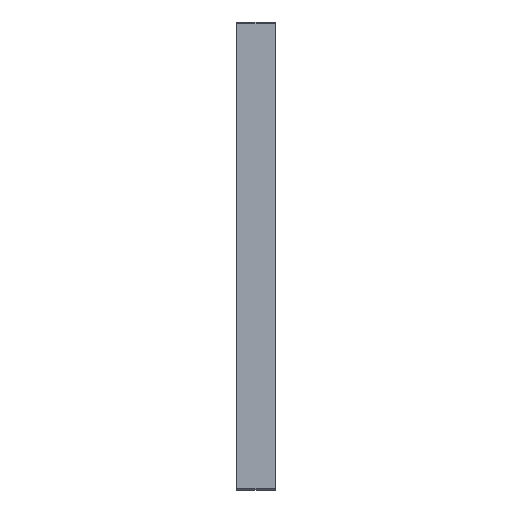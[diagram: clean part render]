
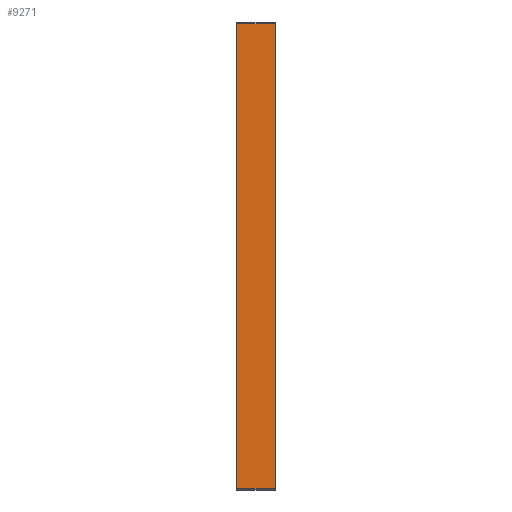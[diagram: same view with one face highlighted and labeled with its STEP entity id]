
A CAD part, left-side view. The second image highlights one B-rep face of the part: STEP entity #9271.
In plain terms, the highlighted planar face has unit normal (-1, 0, 0).
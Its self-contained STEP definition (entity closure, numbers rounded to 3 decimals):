
#1214 = VERTEX_POINT ( 'NONE', #2730 ) ;
#1391 = ORIENTED_EDGE ( 'NONE', *, *, #10041, .T. ) ;
#1437 = DIRECTION ( 'NONE',  ( 0., -1., 0. ) ) ;
#1982 = ORIENTED_EDGE ( 'NONE', *, *, #2760, .T. ) ;
#2730 = CARTESIAN_POINT ( 'NONE',  ( 0., -6., -0.5 ) ) ;
#2760 = EDGE_CURVE ( 'NONE', #15380, #15872, #15913, .T. ) ;
#2799 = LINE ( 'NONE', #7776, #20168 ) ;
#4242 = DIRECTION ( 'NONE',  ( 1., 0., 0. ) ) ;
#5961 = CARTESIAN_POINT ( 'NONE',  ( 0., 4., -0.5 ) ) ;
#7188 = DIRECTION ( 'NONE',  ( 0., 0., -1. ) ) ;
#7197 = FACE_OUTER_BOUND ( 'NONE', #9235, .T. ) ;
#7435 = VERTEX_POINT ( 'NONE', #14140 ) ;
#7776 = CARTESIAN_POINT ( 'NONE',  ( 0., 4., 0. ) ) ;
#8864 = CARTESIAN_POINT ( 'NONE',  ( 0., 4., -121.8 ) ) ;
#9235 = EDGE_LOOP ( 'NONE', ( #12109, #1982, #11279, #1391 ) ) ;
#9271 = ADVANCED_FACE ( 'NONE', ( #7197 ), #18425, .F. ) ;
#9694 = CARTESIAN_POINT ( 'NONE',  ( 0., -6., -121.8 ) ) ;
#10041 = EDGE_CURVE ( 'NONE', #1214, #7435, #20348, .T. ) ;
#10481 = AXIS2_PLACEMENT_3D ( 'NONE', #17046, #4242, #18842 ) ;
#11279 = ORIENTED_EDGE ( 'NONE', *, *, #18233, .F. ) ;
#11849 = CARTESIAN_POINT ( 'NONE',  ( 0., -6., 0. ) ) ;
#12109 = ORIENTED_EDGE ( 'NONE', *, *, #19954, .F. ) ;
#14020 = DIRECTION ( 'NONE',  ( 0., 0., 1. ) ) ;
#14140 = CARTESIAN_POINT ( 'NONE',  ( 0., 4., -0.5 ) ) ;
#14351 = CARTESIAN_POINT ( 'NONE',  ( 0., 4., -121.8 ) ) ;
#14764 = VECTOR ( 'NONE', #7188, 1000. ) ;
#15380 = VERTEX_POINT ( 'NONE', #8864 ) ;
#15872 = VERTEX_POINT ( 'NONE', #9694 ) ;
#15913 = LINE ( 'NONE', #14351, #20735 ) ;
#17039 = LINE ( 'NONE', #11849, #14764 ) ;
#17046 = CARTESIAN_POINT ( 'NONE',  ( 0., 4., 0. ) ) ;
#18233 = EDGE_CURVE ( 'NONE', #1214, #15872, #17039, .T. ) ;
#18270 = VECTOR ( 'NONE', #18766, 1000. ) ;
#18425 = PLANE ( 'NONE',  #10481 ) ;
#18766 = DIRECTION ( 'NONE',  ( 0., 1., 0. ) ) ;
#18842 = DIRECTION ( 'NONE',  ( 0., 0., -1. ) ) ;
#19954 = EDGE_CURVE ( 'NONE', #15380, #7435, #2799, .T. ) ;
#20168 = VECTOR ( 'NONE', #14020, 1000. ) ;
#20348 = LINE ( 'NONE', #5961, #18270 ) ;
#20735 = VECTOR ( 'NONE', #1437, 1000. ) ;
